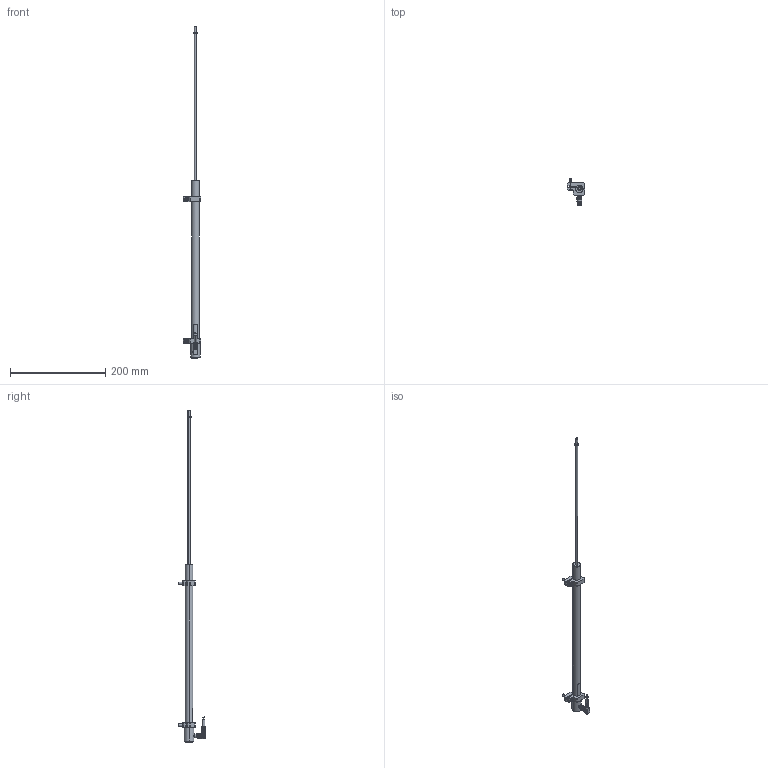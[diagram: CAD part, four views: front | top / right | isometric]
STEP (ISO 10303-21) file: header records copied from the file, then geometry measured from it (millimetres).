
FILE_DESCRIPTION (( 'STEP AP214' ), '1' );
FILE_NAME ('TX2_0300_Stecker_aus_Montageblock.STEP', '2011-01-25T12:24:49', ( 'novotechnik' ), ( 'novotechnik' ), 'SwSTEP 2.0', 'SolidWorks 2010', '' );
FILE_SCHEMA (( 'AUTOMOTIVE_DESIGN' ));
Length unit declared in the file: millimetre
Products named in the file (1): TX2_0300_Stecker_aus_Montageblock
Bounding box: 36 x 57.1 x 698.6 mm (x, y, z)
Surface area: 34119.2 mm2 (no closed solid volume)
Topology: 0 solids, 21 shells, 402 faces, 1365 edges, 917 vertices
Faces by surface type: cylinder 152, plane 145, torus 46, cone 45, bspline 14
Entity records: 19747 total; most frequent: CARTESIAN_POINT 4110, DIRECTION 2381, ORIENTED_EDGE 2042, EDGE_CURVE 1357, VERTEX_POINT 917, AXIS2_PLACEMENT_3D 870, VECTOR 641, LINE 641
